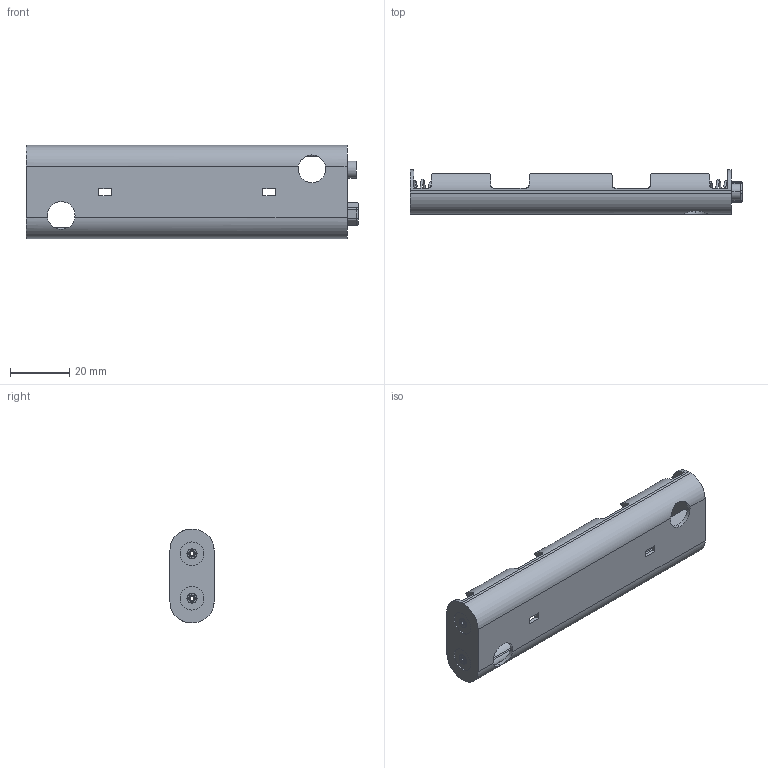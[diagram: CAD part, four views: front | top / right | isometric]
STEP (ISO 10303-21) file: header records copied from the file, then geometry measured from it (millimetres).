
FILE_DESCRIPTION (( 'STEP AP214' ), '1' );
FILE_NAME ('BH34AASF.STEP', '2020-01-02T03:37:34', ( '' ), ( '' ), 'SwSTEP 2.0', 'SolidWorks 2017', '' );
FILE_SCHEMA (( 'AUTOMOTIVE_DESIGN' ));
Length unit declared in the file: millimetre
Products named in the file (1): BH34AASF
Bounding box: 112.09 x 14.9 x 31.5 mm (x, y, z)
Volume: 7792.2 mm3; surface area: 14569.7 mm2
Topology: 5 solids, 5 shells, 326 faces, 834 edges, 536 vertices
Faces by surface type: plane 158, cylinder 113, torus 51, bspline 4
Entity records: 13187 total; most frequent: CARTESIAN_POINT 5023, DIRECTION 1725, ORIENTED_EDGE 1668, EDGE_CURVE 834, AXIS2_PLACEMENT_3D 638, VERTEX_POINT 536, VECTOR 449, LINE 449
